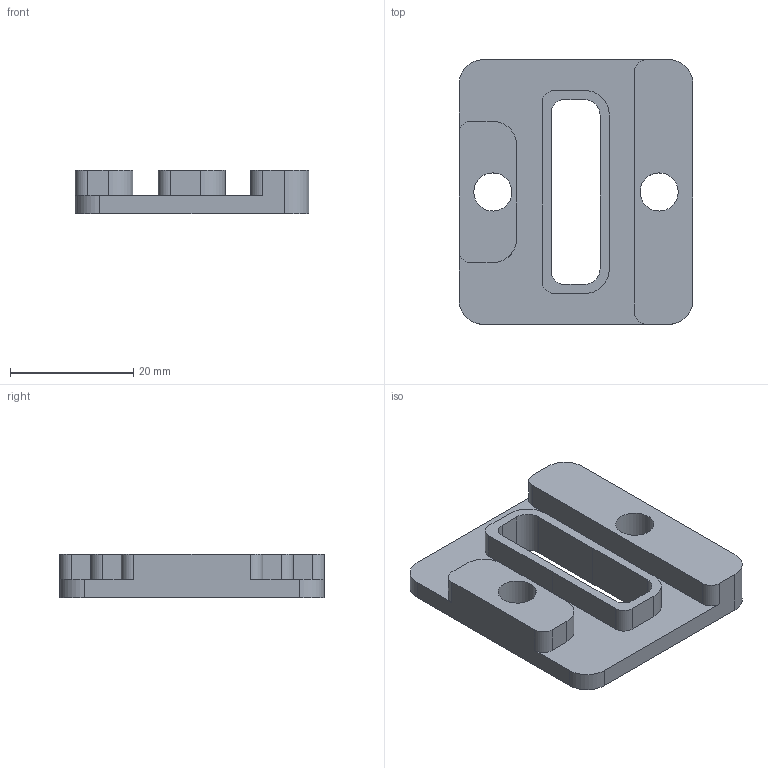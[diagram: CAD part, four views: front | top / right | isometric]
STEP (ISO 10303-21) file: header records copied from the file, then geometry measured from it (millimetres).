
FILE_DESCRIPTION(('CATIA V5 STEP Exchange'),'2;1');
FILE_NAME('Support 1 Cale Hauteur - 02 Chaussure.stp','2017-05-21T07:59:31+00:00',('none'),('none'),'CATIA Version 5 Release 16 (IN-10)','CATIA V5 STEP AP203','none');
FILE_SCHEMA(('CONFIG_CONTROL_DESIGN'));
Length unit declared in the file: millimetre
Products named in the file (1): Support 1 Cale Hauteur - 02 Chaussure
Bounding box: 38 x 43 x 7.1 mm (x, y, z)
Volume: 6711.1 mm3; surface area: 4900.1 mm2
Topology: 1 solids, 1 shells, 49 faces, 140 edges, 94 vertices
Faces by surface type: plane 27, cylinder 22
Entity records: 1572 total; most frequent: ORIENTED_EDGE 280, CARTESIAN_POINT 276, DIRECTION 216, EDGE_CURVE 140, VECTOR 94, LINE 94, VERTEX_POINT 94, AXIS2_PLACEMENT_3D 84
